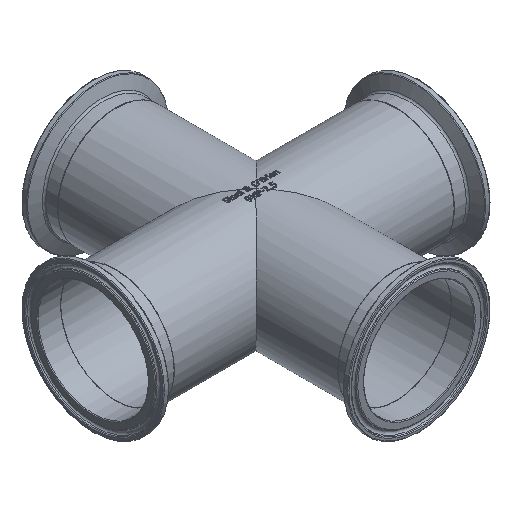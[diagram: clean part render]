
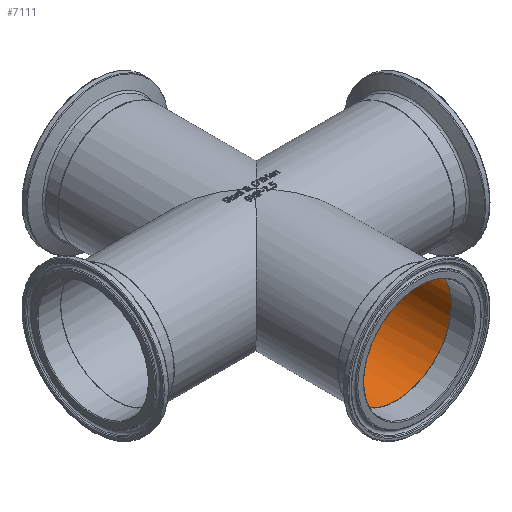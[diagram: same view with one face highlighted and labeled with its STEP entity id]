
A CAD part, isometric view. The second image highlights one B-rep face of the part: STEP entity #7111.
In plain terms, the highlighted cylindrical face has radius 30.099 mm (diameter 60.198 mm), a full revolution.
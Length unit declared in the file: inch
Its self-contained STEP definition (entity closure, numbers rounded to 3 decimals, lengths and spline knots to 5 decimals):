
#164=FACE_BOUND('',#1395,.T.);
#886=FACE_OUTER_BOUND('',#1394,.T.);
#1394=EDGE_LOOP('',(#6455));
#1395=EDGE_LOOP('',(#6456,#6457));
#1462=ELLIPSE('',#7601,1.67584,1.185);
#1463=ELLIPSE('',#7602,1.67584,1.185);
#1667=CIRCLE('',#7600,1.185);
#3555=VERTEX_POINT('',#15444);
#3556=VERTEX_POINT('',#15446);
#3557=VERTEX_POINT('',#15447);
#4568=EDGE_CURVE('',#3555,#3555,#1667,.T.);
#4569=EDGE_CURVE('',#3556,#3557,#1462,.T.);
#4570=EDGE_CURVE('',#3557,#3556,#1463,.T.);
#6455=ORIENTED_EDGE('',*,*,#4568,.F.);
#6456=ORIENTED_EDGE('',*,*,#4569,.F.);
#6457=ORIENTED_EDGE('',*,*,#4570,.F.);
#6668=CYLINDRICAL_SURFACE('',#7599,1.185);
#7111=ADVANCED_FACE('',(#886,#164),#6668,.F.);
#7599=AXIS2_PLACEMENT_3D('',#15443,#8987,#8988);
#7600=AXIS2_PLACEMENT_3D('',#15445,#8989,#8990);
#7601=AXIS2_PLACEMENT_3D('',#15448,#8991,#8992);
#7602=AXIS2_PLACEMENT_3D('',#15449,#8993,#8994);
#8987=DIRECTION('center_axis',(0.,-1.,0.));
#8988=DIRECTION('ref_axis',(-1.,0.,0.));
#8989=DIRECTION('center_axis',(0.,1.,0.));
#8990=DIRECTION('ref_axis',(-1.,0.,0.));
#8991=DIRECTION('center_axis',(-0.707,-0.707,0.));
#8992=DIRECTION('ref_axis',(-0.707,0.707,0.));
#8993=DIRECTION('center_axis',(0.707,-0.707,0.));
#8994=DIRECTION('ref_axis',(-0.707,-0.707,0.));
#15443=CARTESIAN_POINT('Origin',(0.,3.,0.));
#15444=CARTESIAN_POINT('',(1.185,-3.,0.));
#15445=CARTESIAN_POINT('Origin',(0.,-3.,0.));
#15446=CARTESIAN_POINT('',(0.,0.,-1.185));
#15447=CARTESIAN_POINT('',(0.,0.,1.185));
#15448=CARTESIAN_POINT('Origin',(0.,0.,0.));
#15449=CARTESIAN_POINT('Origin',(0.,0.,0.));
